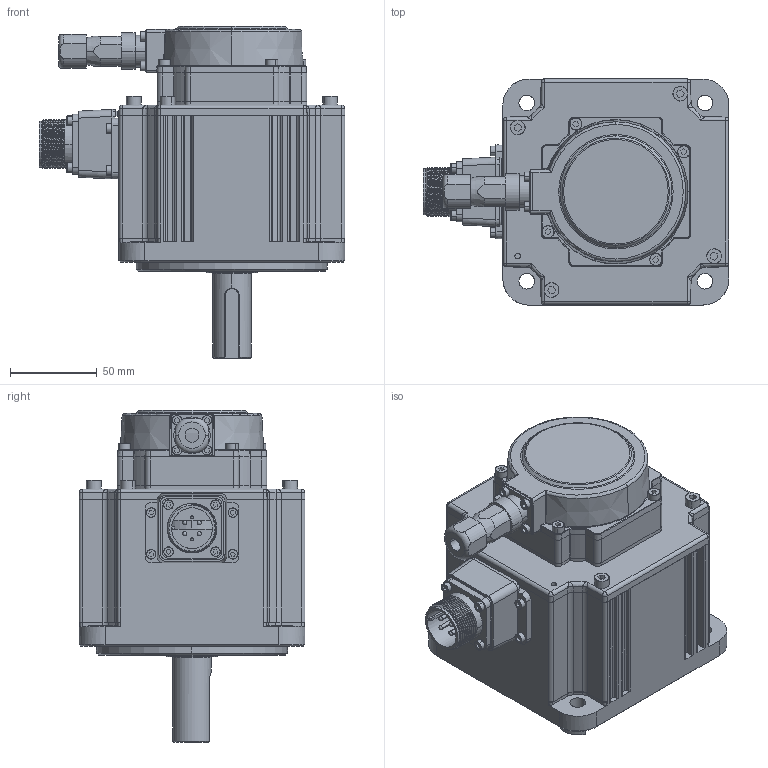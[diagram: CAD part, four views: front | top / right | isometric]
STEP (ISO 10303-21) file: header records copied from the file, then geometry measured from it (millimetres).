
FILE_DESCRIPTION (( 'STEP AP203' ), '1' );
FILE_NAME ('MS6G-130TL25B2-41P0.STEP', '2022-11-05T03:26:52', ( '' ), ( '' ), 'SwSTEP 2.0', 'SolidWorks 2016', '' );
FILE_SCHEMA (( 'CONFIG_CONTROL_DESIGN' ));
Length unit declared in the file: millimetre
Products named in the file (1): MS6G-130TL25B2-41P0
Bounding box: 175.9 x 130 x 191 mm (x, y, z)
Surface area: 129882.6 mm2 (no closed solid volume)
Topology: 0 solids, 38 shells, 897 faces, 2584 edges, 1708 vertices
Faces by surface type: plane 357, cylinder 292, torus 98, bspline 84, cone 57, sphere 9
Entity records: 34557 total; most frequent: CARTESIAN_POINT 11713, DIRECTION 4776, ORIENTED_EDGE 4494, EDGE_CURVE 2562, AXIS2_PLACEMENT_3D 1766, VERTEX_POINT 1708, LINE 1244, VECTOR 1244
